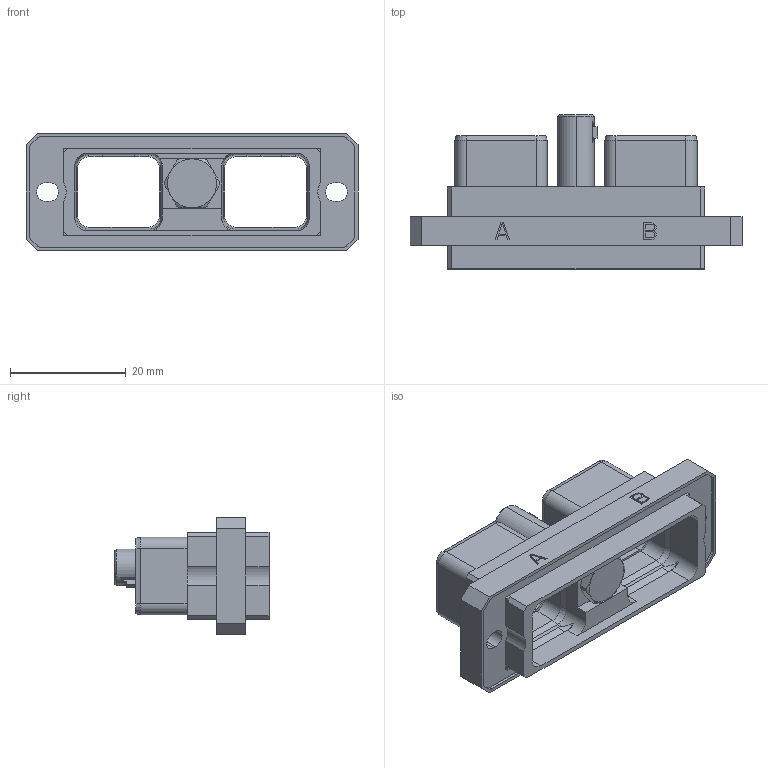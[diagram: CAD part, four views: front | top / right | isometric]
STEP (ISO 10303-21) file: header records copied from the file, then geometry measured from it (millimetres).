
FILE_DESCRIPTION((''),'2;1');
FILE_NAME('SIM2D45VC','2019-09-17T',('presta_be4'),(''),'PRO/ENGINEER BY PARAMETRIC TECHNOLOGY CORPORATION, 2014310','PRO/ENGINEER BY PARAMETRIC TECHNOLOGY CORPORATION, 2014310','');
FILE_SCHEMA(('CONFIG_CONTROL_DESIGN'));
Length unit declared in the file: millimetre
Products named in the file (1): SIM2D45VC
Bounding box: 57.45 x 26.65 x 20.33 mm (x, y, z)
Volume: 6495.5 mm3; surface area: 8404.9 mm2
Topology: 1 solids, 1 shells, 619 faces, 1714 edges, 1118 vertices
Faces by surface type: plane 454, cylinder 107, cone 52, torus 6
Entity records: 22029 total; most frequent: CARTESIAN_POINT 6133, ORIENTED_EDGE 3424, DIRECTION 3103, EDGE_CURVE 1712, VECTOR 1367, LINE 1367, VERTEX_POINT 1118, AXIS2_PLACEMENT_3D 868
